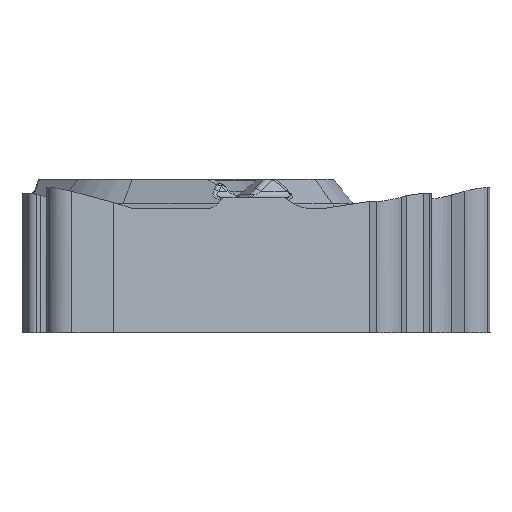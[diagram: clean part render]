
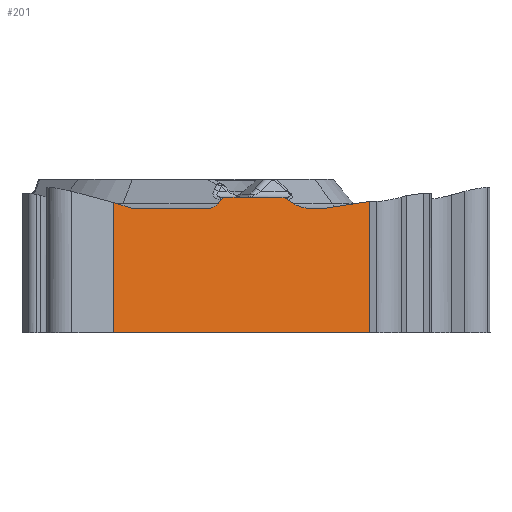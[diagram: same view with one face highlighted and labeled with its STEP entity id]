
A CAD part, front view. The second image highlights one B-rep face of the part: STEP entity #201.
In plain terms, the highlighted planar face has unit normal (0.5, -0.866, 0).
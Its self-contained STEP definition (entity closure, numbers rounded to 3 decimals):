
#201=ADVANCED_FACE('',(#470),#411,.F.);
#411=PLANE('',#3570);
#470=FACE_OUTER_BOUND('',#674,.T.);
#674=EDGE_LOOP('',(#1143,#1144,#1145,#1146,#1147,#1148,#1149,#1150,#1151,
#1152,#1153,#1154,#1155,#1156,#1157,#1158));
#888=CIRCLE('',#3569,0.415);
#1035=ELLIPSE('',#3564,0.83,0.415);
#1036=ELLIPSE('',#3565,0.83,0.415);
#1037=ELLIPSE('',#3566,0.3,0.15);
#1038=ELLIPSE('',#3567,0.177,0.15);
#1039=ELLIPSE('',#3568,0.489,0.415);
#1143=ORIENTED_EDGE('',*,*,#2491,.F.);
#1144=ORIENTED_EDGE('',*,*,#2492,.T.);
#1145=ORIENTED_EDGE('',*,*,#2493,.F.);
#1146=ORIENTED_EDGE('',*,*,#2494,.T.);
#1147=ORIENTED_EDGE('',*,*,#2495,.T.);
#1148=ORIENTED_EDGE('',*,*,#2496,.F.);
#1149=ORIENTED_EDGE('',*,*,#2497,.T.);
#1150=ORIENTED_EDGE('',*,*,#2498,.T.);
#1151=ORIENTED_EDGE('',*,*,#2499,.F.);
#1152=ORIENTED_EDGE('',*,*,#2500,.T.);
#1153=ORIENTED_EDGE('',*,*,#2501,.F.);
#1154=ORIENTED_EDGE('',*,*,#2502,.T.);
#1155=ORIENTED_EDGE('',*,*,#2503,.T.);
#1156=ORIENTED_EDGE('',*,*,#2504,.F.);
#1157=ORIENTED_EDGE('',*,*,#2505,.T.);
#1158=ORIENTED_EDGE('',*,*,#2489,.T.);
#2173=VERTEX_POINT('',#5144);
#2174=VERTEX_POINT('',#5146);
#2175=VERTEX_POINT('',#5150);
#2176=VERTEX_POINT('',#5152);
#2177=VERTEX_POINT('',#5154);
#2178=VERTEX_POINT('',#5156);
#2179=VERTEX_POINT('',#5158);
#2180=VERTEX_POINT('',#5160);
#2181=VERTEX_POINT('',#5162);
#2182=VERTEX_POINT('',#5164);
#2183=VERTEX_POINT('',#5166);
#2184=VERTEX_POINT('',#5168);
#2185=VERTEX_POINT('',#5170);
#2186=VERTEX_POINT('',#5172);
#2187=VERTEX_POINT('',#5174);
#2188=VERTEX_POINT('',#5176);
#2489=EDGE_CURVE('',#2174,#2173,#2995,.T.);
#2491=EDGE_CURVE('',#2175,#2173,#2997,.T.);
#2492=EDGE_CURVE('',#2175,#2176,#2998,.T.);
#2493=EDGE_CURVE('',#2177,#2176,#2999,.T.);
#2494=EDGE_CURVE('',#2177,#2178,#3000,.T.);
#2495=EDGE_CURVE('',#2178,#2179,#1035,.T.);
#2496=EDGE_CURVE('',#2180,#2179,#3001,.T.);
#2497=EDGE_CURVE('',#2180,#2181,#1036,.T.);
#2498=EDGE_CURVE('',#2181,#2182,#3002,.T.);
#2499=EDGE_CURVE('',#2183,#2182,#1037,.T.);
#2500=EDGE_CURVE('',#2183,#2184,#3003,.T.);
#2501=EDGE_CURVE('',#2185,#2184,#1038,.T.);
#2502=EDGE_CURVE('',#2185,#2186,#3004,.T.);
#2503=EDGE_CURVE('',#2186,#2187,#1039,.T.);
#2504=EDGE_CURVE('',#2188,#2187,#3005,.T.);
#2505=EDGE_CURVE('',#2188,#2174,#888,.T.);
#2995=LINE('',#5145,#3241);
#2997=LINE('',#5149,#3243);
#2998=LINE('',#5151,#3244);
#2999=LINE('',#5153,#3245);
#3000=LINE('',#5155,#3246);
#3001=LINE('',#5159,#3247);
#3002=LINE('',#5163,#3248);
#3003=LINE('',#5167,#3249);
#3004=LINE('',#5171,#3250);
#3005=LINE('',#5175,#3251);
#3241=VECTOR('',#3982,1.);
#3243=VECTOR('',#3986,1.);
#3244=VECTOR('',#3987,1.);
#3245=VECTOR('',#3988,1.);
#3246=VECTOR('',#3989,1.);
#3247=VECTOR('',#3992,1.);
#3248=VECTOR('',#3995,1.);
#3249=VECTOR('',#3998,1.);
#3250=VECTOR('',#4001,1.);
#3251=VECTOR('',#4004,1.);
#3564=AXIS2_PLACEMENT_3D('',#5157,#3990,#3991);
#3565=AXIS2_PLACEMENT_3D('',#5161,#3993,#3994);
#3566=AXIS2_PLACEMENT_3D('',#5165,#3996,#3997);
#3567=AXIS2_PLACEMENT_3D('',#5169,#3999,#4000);
#3568=AXIS2_PLACEMENT_3D('',#5173,#4002,#4003);
#3569=AXIS2_PLACEMENT_3D('',#5177,#4005,#4006);
#3570=AXIS2_PLACEMENT_3D('',#5178,#4007,#4008);
#3982=DIRECTION('',(-0.837,-0.483,0.259));
#3986=DIRECTION('',(0.,0.,1.));
#3987=DIRECTION('',(0.866,0.5,0.));
#3988=DIRECTION('',(0.,0.,-1.));
#3989=DIRECTION('',(-0.858,-0.496,-0.133));
#3990=DIRECTION('',(-0.5,0.866,0.));
#3991=DIRECTION('',(-0.866,-0.5,0.));
#3992=DIRECTION('',(0.866,0.5,0.));
#3993=DIRECTION('',(-0.5,0.866,0.));
#3994=DIRECTION('',(0.866,0.5,0.));
#3995=DIRECTION('',(-0.744,-0.43,0.512));
#3996=DIRECTION('',(-0.5,0.866,0.));
#3997=DIRECTION('',(0.866,0.5,0.));
#3998=DIRECTION('',(-0.866,-0.5,0.));
#3999=DIRECTION('',(-0.5,0.866,0.));
#4000=DIRECTION('',(-0.866,-0.5,0.));
#4001=DIRECTION('',(-0.609,-0.352,-0.711));
#4002=DIRECTION('',(-0.5,0.866,0.));
#4003=DIRECTION('',(0.866,0.5,0.));
#4004=DIRECTION('',(0.866,0.5,0.));
#4005=DIRECTION('',(-0.5,0.866,0.));
#4006=DIRECTION('',(0.,0.,-1.));
#4007=DIRECTION('',(-0.5,0.866,0.));
#4008=DIRECTION('',(0.,0.,-1.));
#5144=CARTESIAN_POINT('',(-2.265,-6.807,-0.411));
#5145=CARTESIAN_POINT('',(4.545,-2.875,-2.518));
#5146=CARTESIAN_POINT('',(-1.749,-6.509,-0.571));
#5149=CARTESIAN_POINT('',(-2.265,-6.807,0.));
#5150=CARTESIAN_POINT('',(-2.265,-6.807,-3.97));
#5151=CARTESIAN_POINT('',(-0.367,-5.711,-3.97));
#5152=CARTESIAN_POINT('',(4.729,-2.769,-3.97));
#5153=CARTESIAN_POINT('',(4.729,-2.769,0.));
#5154=CARTESIAN_POINT('',(4.729,-2.769,-0.38));
#5155=CARTESIAN_POINT('',(-0.233,-5.634,-1.148));
#5156=CARTESIAN_POINT('',(3.499,-3.479,-0.571));
#5157=CARTESIAN_POINT('',(3.313,-3.587,-0.17));
#5158=CARTESIAN_POINT('',(3.313,-3.587,-0.585));
#5159=CARTESIAN_POINT('',(-0.367,-5.711,-0.585));
#5160=CARTESIAN_POINT('',(3.2,-3.652,-0.585));
#5161=CARTESIAN_POINT('',(3.2,-3.652,-0.17));
#5162=CARTESIAN_POINT('',(2.65,-3.969,-0.437));
#5163=CARTESIAN_POINT('',(0.257,-5.351,1.209));
#5164=CARTESIAN_POINT('',(2.485,-4.064,-0.324));
#5165=CARTESIAN_POINT('',(2.286,-4.179,-0.42));
#5166=CARTESIAN_POINT('',(2.286,-4.179,-0.27));
#5167=CARTESIAN_POINT('',(5.129,-2.538,-0.27));
#5168=CARTESIAN_POINT('',(0.803,-5.036,-0.27));
#5169=CARTESIAN_POINT('',(0.803,-5.036,-0.42));
#5170=CARTESIAN_POINT('',(0.685,-5.104,-0.324));
#5171=CARTESIAN_POINT('',(3.024,-3.754,2.405));
#5172=CARTESIAN_POINT('',(0.588,-5.16,-0.437));
#5173=CARTESIAN_POINT('',(0.264,-5.347,-0.17));
#5174=CARTESIAN_POINT('',(0.264,-5.347,-0.585));
#5175=CARTESIAN_POINT('',(5.129,-2.538,-0.585));
#5176=CARTESIAN_POINT('',(-1.656,-6.456,-0.585));
#5177=CARTESIAN_POINT('',(-1.656,-6.456,-0.17));
#5178=CARTESIAN_POINT('',(-0.367,-5.711,0.));
